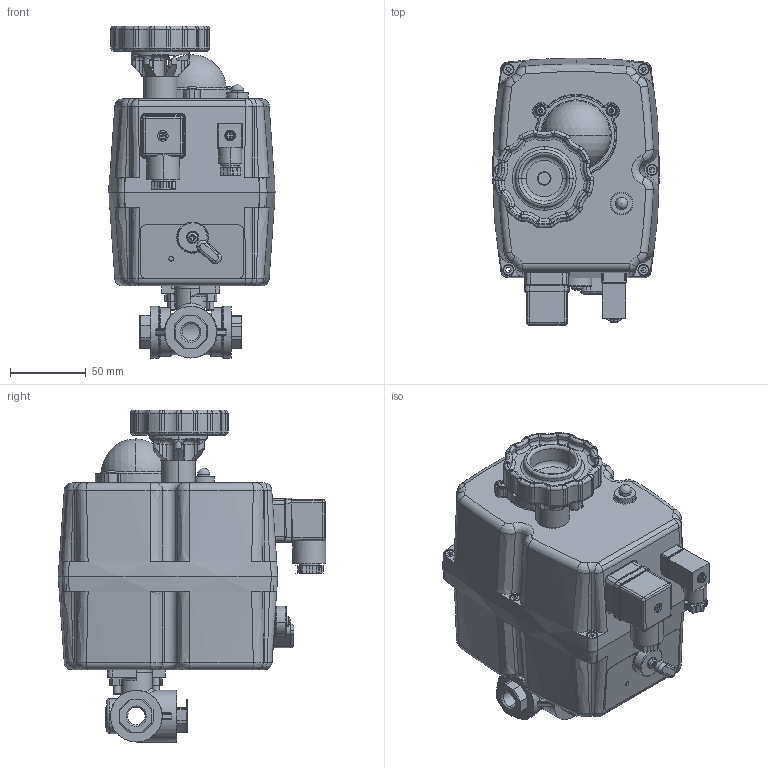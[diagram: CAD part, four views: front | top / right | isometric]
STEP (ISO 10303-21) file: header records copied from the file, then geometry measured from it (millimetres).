
FILE_DESCRIPTION (( 'STEP AP214' ), '1' );
FILE_NAME ('EK08000001_DN8.STEP', '2022-05-18T06:36:12', ( '' ), ( '' ), 'SwSTEP 2.0', 'SolidWorks 2021', '' );
FILE_SCHEMA (( 'AUTOMOTIVE_DESIGN' ));
Length unit declared in the file: metre
Products named in the file (1): EK08000001_DN8
Bounding box: 110 x 176.14 x 218.5 mm (x, y, z)
Surface area: 132648.2 mm2 (no closed solid volume)
Topology: 0 solids, 71 shells, 1697 faces, 5258 edges, 3503 vertices
Faces by surface type: cylinder 568, plane 477, torus 322, bspline 167, cone 144, sphere 19
Entity records: 101657 total; most frequent: CARTESIAN_POINT 38234, DIRECTION 9396, ORIENTED_EDGE 8728, EDGE_CURVE 5203, AXIS2_PLACEMENT_3D 3693, VERTEX_POINT 3502, CIRCLE 2162, VECTOR 2010
